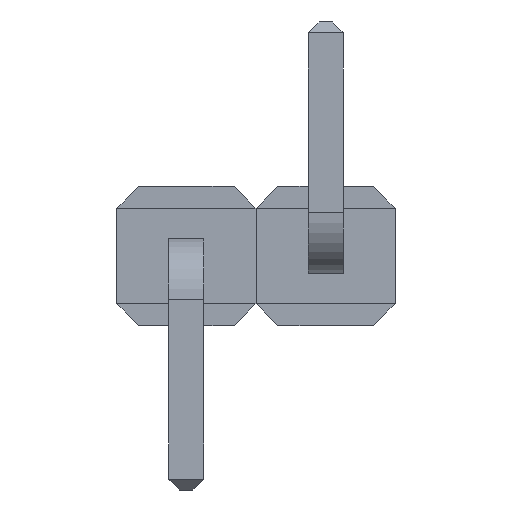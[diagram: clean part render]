
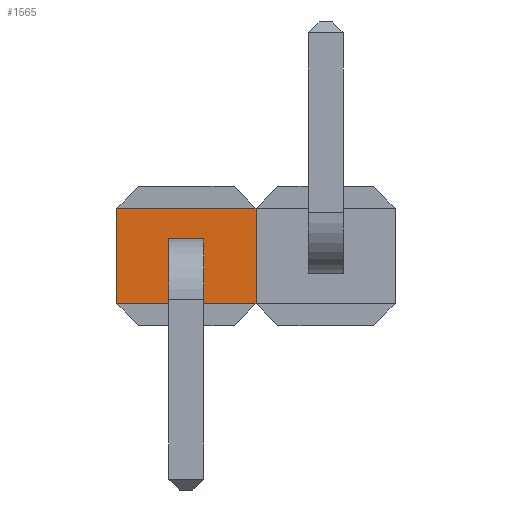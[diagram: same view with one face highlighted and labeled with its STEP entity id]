
A CAD part, front view. The second image highlights one B-rep face of the part: STEP entity #1565.
In plain terms, the highlighted planar face has unit normal (0, -1, 0).
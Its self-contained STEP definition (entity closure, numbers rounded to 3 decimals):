
#22 = LINE ( 'NONE', #503, #1239 ) ;
#50 = CARTESIAN_POINT ( 'NONE',  ( -0.32, 0.54, 0.32 ) ) ;
#79 = ORIENTED_EDGE ( 'NONE', *, *, #602, .T. ) ;
#80 = EDGE_CURVE ( 'NONE', #216, #206, #22, .T. ) ;
#119 = LINE ( 'NONE', #1112, #245 ) ;
#123 = CARTESIAN_POINT ( 'NONE',  ( 1.27, 0.54, 0.87 ) ) ;
#134 = CARTESIAN_POINT ( 'NONE',  ( 0.32, 0.54, 0.32 ) ) ;
#157 = VERTEX_POINT ( 'NONE', #1223 ) ;
#206 = VERTEX_POINT ( 'NONE', #1370 ) ;
#216 = VERTEX_POINT ( 'NONE', #123 ) ;
#245 = VECTOR ( 'NONE', #690, 1000. ) ;
#248 = LINE ( 'NONE', #894, #323 ) ;
#258 = DIRECTION ( 'NONE',  ( 0., 0., 1. ) ) ;
#259 = ORIENTED_EDGE ( 'NONE', *, *, #1085, .T. ) ;
#271 = VERTEX_POINT ( 'NONE', #551 ) ;
#282 = VERTEX_POINT ( 'NONE', #134 ) ;
#294 = VECTOR ( 'NONE', #436, 1000. ) ;
#323 = VECTOR ( 'NONE', #1554, 1000. ) ;
#354 = EDGE_LOOP ( 'NONE', ( #79, #1262, #707, #259 ) ) ;
#425 = FACE_OUTER_BOUND ( 'NONE', #578, .T. ) ;
#436 = DIRECTION ( 'NONE',  ( -1., 0., 0. ) ) ;
#500 = PLANE ( 'NONE',  #1227 ) ;
#503 = CARTESIAN_POINT ( 'NONE',  ( 1.27, 0.54, 0.87 ) ) ;
#525 = CARTESIAN_POINT ( 'NONE',  ( 1.27, 0.54, 0.87 ) ) ;
#551 = CARTESIAN_POINT ( 'NONE',  ( -0.32, 0.54, -0.32 ) ) ;
#578 = EDGE_LOOP ( 'NONE', ( #614, #620, #1189, #1246 ) ) ;
#602 = EDGE_CURVE ( 'NONE', #905, #271, #1401, .T. ) ;
#614 = ORIENTED_EDGE ( 'NONE', *, *, #1445, .T. ) ;
#620 = ORIENTED_EDGE ( 'NONE', *, *, #804, .F. ) ;
#629 = DIRECTION ( 'NONE',  ( 0., 0., -1. ) ) ;
#690 = DIRECTION ( 'NONE',  ( 1., 0., 0. ) ) ;
#698 = LINE ( 'NONE', #1629, #294 ) ;
#702 = EDGE_CURVE ( 'NONE', #812, #282, #119, .T. ) ;
#707 = ORIENTED_EDGE ( 'NONE', *, *, #702, .T. ) ;
#738 = DIRECTION ( 'NONE',  ( 0., 0., -1. ) ) ;
#797 = VECTOR ( 'NONE', #1510, 1000. ) ;
#804 = EDGE_CURVE ( 'NONE', #206, #1688, #698, .T. ) ;
#812 = VERTEX_POINT ( 'NONE', #50 ) ;
#894 = CARTESIAN_POINT ( 'NONE',  ( -1.27, 0.54, 0.87 ) ) ;
#905 = VERTEX_POINT ( 'NONE', #1539 ) ;
#982 = LINE ( 'NONE', #1339, #1399 ) ;
#1035 = CARTESIAN_POINT ( 'NONE',  ( 0.32, 0.54, 0.87 ) ) ;
#1040 = VECTOR ( 'NONE', #738, 1000. ) ;
#1085 = EDGE_CURVE ( 'NONE', #282, #905, #1255, .T. ) ;
#1112 = CARTESIAN_POINT ( 'NONE',  ( 1.27, 0.54, 0.32 ) ) ;
#1126 = CARTESIAN_POINT ( 'NONE',  ( -1.27, 0.54, -0.87 ) ) ;
#1160 = EDGE_CURVE ( 'NONE', #271, #812, #982, .T. ) ;
#1163 = DIRECTION ( 'NONE',  ( 0., 0., 1. ) ) ;
#1189 = ORIENTED_EDGE ( 'NONE', *, *, #80, .F. ) ;
#1223 = CARTESIAN_POINT ( 'NONE',  ( -1.27, 0.54, 0.87 ) ) ;
#1227 = AXIS2_PLACEMENT_3D ( 'NONE', #525, #1677, #1163 ) ;
#1239 = VECTOR ( 'NONE', #629, 1000. ) ;
#1246 = ORIENTED_EDGE ( 'NONE', *, *, #1596, .T. ) ;
#1255 = LINE ( 'NONE', #1035, #1040 ) ;
#1262 = ORIENTED_EDGE ( 'NONE', *, *, #1160, .T. ) ;
#1284 = VECTOR ( 'NONE', #1606, 1000. ) ;
#1339 = CARTESIAN_POINT ( 'NONE',  ( -0.32, 0.54, 0.87 ) ) ;
#1354 = CARTESIAN_POINT ( 'NONE',  ( 1.27, 0.54, -0.32 ) ) ;
#1370 = CARTESIAN_POINT ( 'NONE',  ( 1.27, 0.54, -0.87 ) ) ;
#1399 = VECTOR ( 'NONE', #258, 1000. ) ;
#1401 = LINE ( 'NONE', #1354, #1284 ) ;
#1445 = EDGE_CURVE ( 'NONE', #157, #1688, #248, .T. ) ;
#1500 = LINE ( 'NONE', #1517, #797 ) ;
#1510 = DIRECTION ( 'NONE',  ( -1., 0., 0. ) ) ;
#1517 = CARTESIAN_POINT ( 'NONE',  ( 1.27, 0.54, 0.87 ) ) ;
#1539 = CARTESIAN_POINT ( 'NONE',  ( 0.32, 0.54, -0.32 ) ) ;
#1554 = DIRECTION ( 'NONE',  ( 0., 0., -1. ) ) ;
#1565 = ADVANCED_FACE ( 'NONE', ( #1656, #425 ), #500, .F. ) ;
#1596 = EDGE_CURVE ( 'NONE', #216, #157, #1500, .T. ) ;
#1606 = DIRECTION ( 'NONE',  ( -1., 0., 0. ) ) ;
#1629 = CARTESIAN_POINT ( 'NONE',  ( 1.27, 0.54, -0.87 ) ) ;
#1656 = FACE_BOUND ( 'NONE', #354, .T. ) ;
#1677 = DIRECTION ( 'NONE',  ( 0., 1., 0. ) ) ;
#1688 = VERTEX_POINT ( 'NONE', #1126 ) ;
